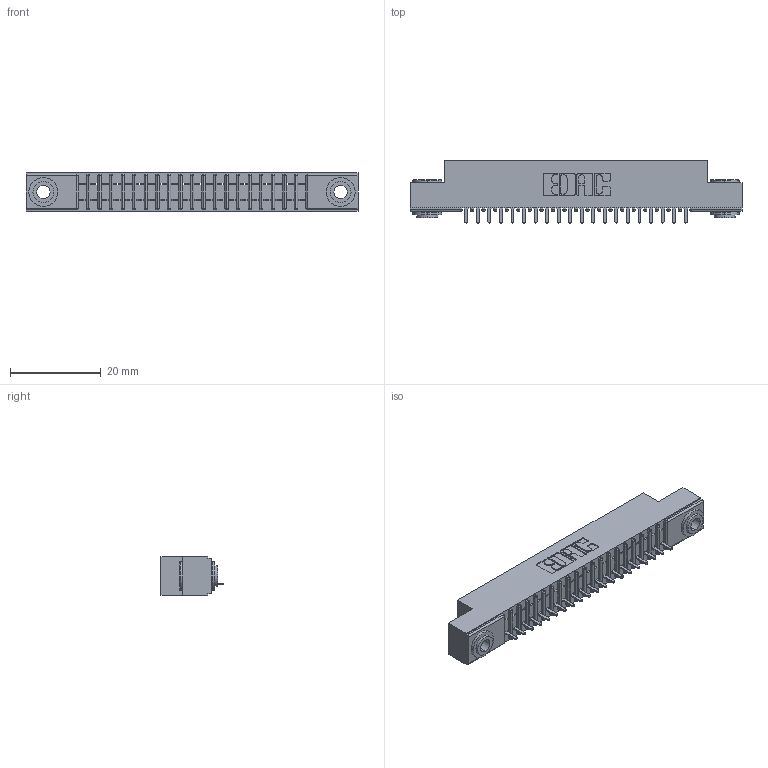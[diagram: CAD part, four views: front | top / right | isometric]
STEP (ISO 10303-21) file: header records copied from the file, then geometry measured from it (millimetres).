
FILE_DESCRIPTION (( 'STEP AP203' ), '1' );
FILE_NAME ('341-020-524-103.STEP', '2018-08-06T16:51:44', ( '' ), ( '' ), 'SwSTEP 2.0', 'SolidWorks 2016', '' );
FILE_SCHEMA (( 'CONFIG_CONTROL_DESIGN' ));
Length unit declared in the file: inch
Products named in the file (4): 341 Part_.156 (3.96) Dia Mounting Holes; 341-292-001_341-292-124; 345-250-002_345-250-002-102; 341-020-524-103
Assembly tree (23 placements, depth 2):
  341-020-524-103
    341 Part_.156 (3.96) Dia Mounting Holes
    341-292-001_341-292-124  x20
    345-250-002_345-250-002-102  x2
Bounding box: 73.03 x 13.64 x 8.38 mm (x, y, z)
Volume: 4019.1 mm3; surface area: 7501.8 mm2
Topology: 23 solids, 23 shells, 1808 faces, 5168 edges, 3318 vertices
Faces by surface type: plane 1112, cylinder 608, sphere 42, torus 38, cone 8
Entity records: 27560 total; most frequent: CARTESIAN_POINT 4649, ORIENTED_EDGE 4628, DIRECTION 4522, EDGE_CURVE 2314, LINE 1836, VECTOR 1836, VERTEX_POINT 1470, AXIS2_PLACEMENT_3D 1343
